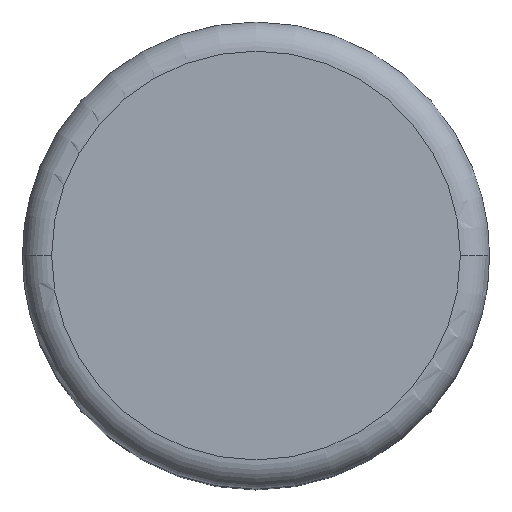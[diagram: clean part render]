
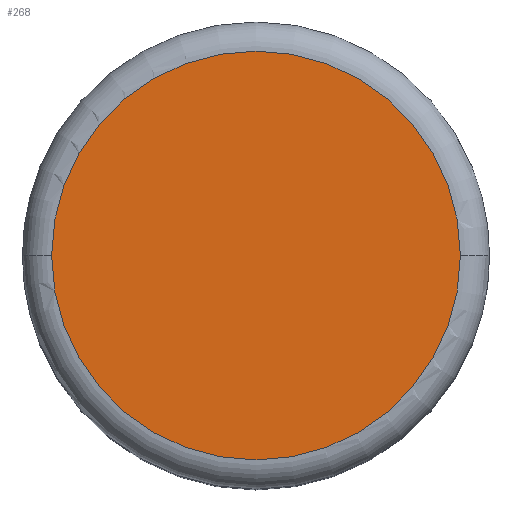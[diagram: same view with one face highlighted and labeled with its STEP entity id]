
A CAD part, top view. The second image highlights one B-rep face of the part: STEP entity #268.
In plain terms, the highlighted planar face has unit normal (0, 0, 1).
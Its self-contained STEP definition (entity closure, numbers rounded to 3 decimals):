
#80 = DIRECTION ( 'NONE',  ( 1., 0., 0. ) ) ;
#144 = DIRECTION ( 'NONE',  ( 0., 0., 1. ) ) ;
#193 = CARTESIAN_POINT ( 'NONE',  ( -7., 0., 0. ) ) ;
#213 = VERTEX_POINT ( 'NONE', #193 ) ;
#224 = CIRCLE ( 'NONE', #752, 7. ) ;
#237 = AXIS2_PLACEMENT_3D ( 'NONE', #248, #499, #80 ) ;
#248 = CARTESIAN_POINT ( 'NONE',  ( 8., 0., 0. ) ) ;
#249 = DIRECTION ( 'NONE',  ( 1., 0., 0. ) ) ;
#262 = ORIENTED_EDGE ( 'NONE', *, *, #817, .T. ) ;
#268 = ADVANCED_FACE ( 'NONE', ( #698 ), #1087, .T. ) ;
#289 = CIRCLE ( 'NONE', #341, 7. ) ;
#341 = AXIS2_PLACEMENT_3D ( 'NONE', #939, #431, #249 ) ;
#400 = EDGE_CURVE ( 'NONE', #213, #902, #289, .T. ) ;
#431 = DIRECTION ( 'NONE',  ( 0., 0., 1. ) ) ;
#499 = DIRECTION ( 'NONE',  ( 0., 0., 1. ) ) ;
#652 = DIRECTION ( 'NONE',  ( 1., 0., 0. ) ) ;
#685 = EDGE_LOOP ( 'NONE', ( #262, #981 ) ) ;
#698 = FACE_OUTER_BOUND ( 'NONE', #685, .T. ) ;
#731 = CARTESIAN_POINT ( 'NONE',  ( 0., 0., 0. ) ) ;
#752 = AXIS2_PLACEMENT_3D ( 'NONE', #731, #144, #652 ) ;
#806 = CARTESIAN_POINT ( 'NONE',  ( 7., 0., 0. ) ) ;
#817 = EDGE_CURVE ( 'NONE', #902, #213, #224, .T. ) ;
#902 = VERTEX_POINT ( 'NONE', #806 ) ;
#939 = CARTESIAN_POINT ( 'NONE',  ( 0., 0., 0. ) ) ;
#981 = ORIENTED_EDGE ( 'NONE', *, *, #400, .T. ) ;
#1087 = PLANE ( 'NONE',  #237 ) ;
